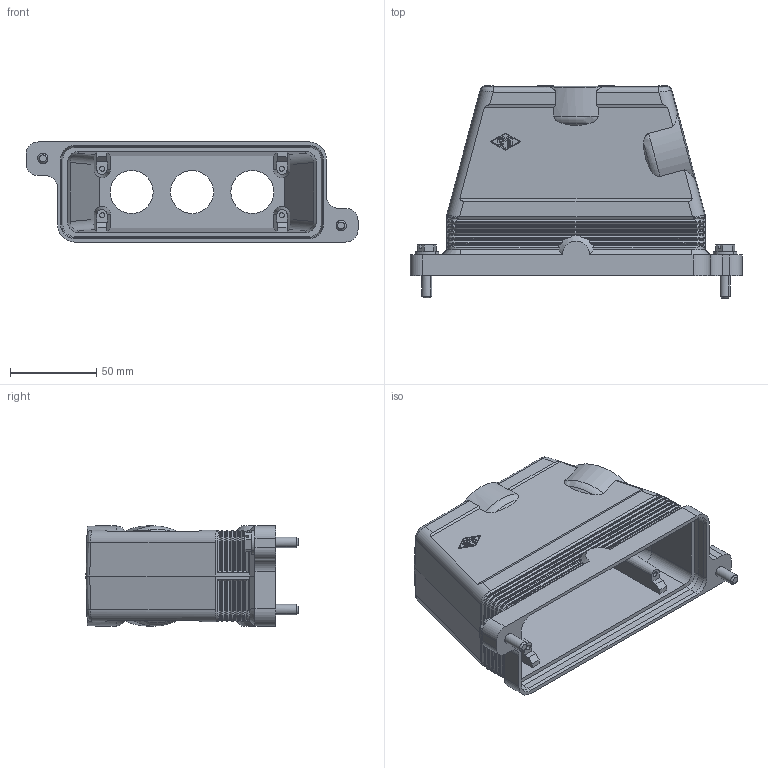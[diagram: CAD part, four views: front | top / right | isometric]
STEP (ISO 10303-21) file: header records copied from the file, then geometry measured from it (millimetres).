
FILE_DESCRIPTION(('Creo Elements/Direct Modeling STEP Export'),'2;1');
FILE_NAME('223mij85tv7om401492','2023-11-30T15:34:49',(''),(''),'Creo Elements/Direct Modeling STEP processor for AP214 (Solid Model)','Creo Elements/Direct Modeling 20.5B 27-May-2023 (C) Parametric Technology GmbH','');
FILE_SCHEMA(('AUTOMOTIVE_DESIGN { 1 0 10303 214 1 1 1 1 }'));
Products named in the file (2): MGV 24.325
Assembly tree (1 placements, depth 2):
  MGV 24.325
    MGV 24.325
Bounding box: 192.5 x 123 x 58 mm (x, y, z)
Volume: 212576.9 mm3; surface area: 98880.6 mm2
Topology: 1 solids, 1 shells, 547 faces, 1358 edges, 828 vertices
Faces by surface type: plane 254, cylinder 127, extrusion 74, bspline 62, cone 26, torus 4
Entity records: 41278 total; most frequent: CARTESIAN_POINT 25229, ORIENTED_EDGE 2716, DIRECTION 2041, EDGE_CURVE 1358, VECTOR 845, VERTEX_POINT 828, LINE 779, AXIS2_PLACEMENT_3D 598
